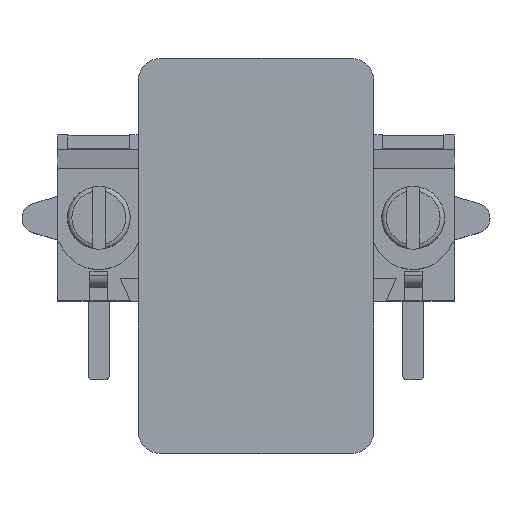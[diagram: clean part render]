
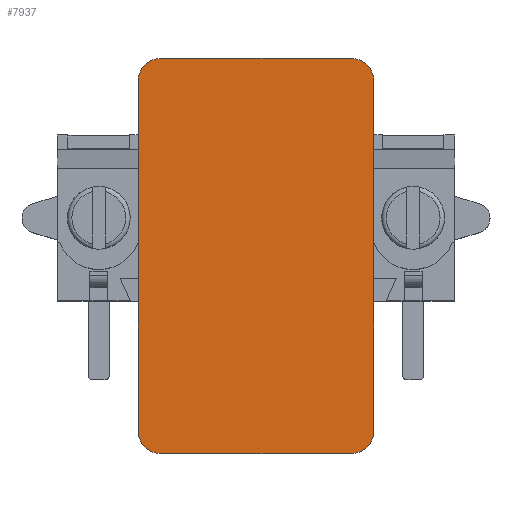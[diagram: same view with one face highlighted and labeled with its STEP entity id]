
A CAD part, top view. The second image highlights one B-rep face of the part: STEP entity #7937.
In plain terms, the highlighted planar face has unit normal (0, 0, 1).
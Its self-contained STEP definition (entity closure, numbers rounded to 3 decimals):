
#250=CIRCLE('',#8512,1.);
#251=CIRCLE('',#8513,1.);
#252=CIRCLE('',#8514,1.);
#253=CIRCLE('',#8515,1.);
#2268=ORIENTED_EDGE('',*,*,#3485,.F.);
#2269=ORIENTED_EDGE('',*,*,#3487,.T.);
#2270=ORIENTED_EDGE('',*,*,#3488,.T.);
#2271=ORIENTED_EDGE('',*,*,#3489,.T.);
#2272=ORIENTED_EDGE('',*,*,#3490,.T.);
#2273=ORIENTED_EDGE('',*,*,#3491,.T.);
#2274=ORIENTED_EDGE('',*,*,#3492,.F.);
#2275=ORIENTED_EDGE('',*,*,#3493,.T.);
#3485=EDGE_CURVE('',#4253,#4254,#5221,.T.);
#3487=EDGE_CURVE('',#4253,#4255,#250,.T.);
#3488=EDGE_CURVE('',#4255,#4256,#5223,.T.);
#3489=EDGE_CURVE('',#4256,#4257,#251,.T.);
#3490=EDGE_CURVE('',#4257,#4258,#5224,.T.);
#3491=EDGE_CURVE('',#4258,#4259,#252,.T.);
#3492=EDGE_CURVE('',#4260,#4259,#5225,.T.);
#3493=EDGE_CURVE('',#4260,#4254,#253,.T.);
#4253=VERTEX_POINT('',#12800);
#4254=VERTEX_POINT('',#12802);
#4255=VERTEX_POINT('',#12806);
#4256=VERTEX_POINT('',#12808);
#4257=VERTEX_POINT('',#12810);
#4258=VERTEX_POINT('',#12812);
#4259=VERTEX_POINT('',#12814);
#4260=VERTEX_POINT('',#12816);
#5221=LINE('',#12801,#6220);
#5223=LINE('',#12807,#6222);
#5224=LINE('',#12811,#6223);
#5225=LINE('',#12815,#6224);
#6220=VECTOR('',#10423,1000.);
#6222=VECTOR('',#10429,1000.);
#6223=VECTOR('',#10432,1000.);
#6224=VECTOR('',#10435,1000.);
#6723=EDGE_LOOP('',(#2268,#2269,#2270,#2271,#2272,#2273,#2274,#2275));
#7186=FACE_BOUND('',#6723,.T.);
#7538=PLANE('',#8511);
#7937=ADVANCED_FACE('',(#7186),#7538,.T.);
#8511=AXIS2_PLACEMENT_3D('',#12804,#10425,#10426);
#8512=AXIS2_PLACEMENT_3D('',#12805,#10427,#10428);
#8513=AXIS2_PLACEMENT_3D('',#12809,#10430,#10431);
#8514=AXIS2_PLACEMENT_3D('',#12813,#10433,#10434);
#8515=AXIS2_PLACEMENT_3D('',#12817,#10436,#10437);
#10423=DIRECTION('',(-1.,0.,0.));
#10425=DIRECTION('',(0.,0.,1.));
#10426=DIRECTION('',(1.,0.,0.));
#10427=DIRECTION('',(0.,0.,1.));
#10428=DIRECTION('',(1.,0.,0.));
#10429=DIRECTION('',(0.,1.,0.));
#10430=DIRECTION('',(0.,0.,1.));
#10431=DIRECTION('',(1.,0.,0.));
#10432=DIRECTION('',(-1.,0.,0.));
#10433=DIRECTION('',(0.,0.,1.));
#10434=DIRECTION('',(1.,0.,0.));
#10435=DIRECTION('',(0.,1.,0.));
#10436=DIRECTION('',(0.,0.,1.));
#10437=DIRECTION('',(1.,0.,0.));
#12800=CARTESIAN_POINT('',(9.5,-7.1,4.993));
#12801=CARTESIAN_POINT('',(10.5,-7.1,4.993));
#12802=CARTESIAN_POINT('',(1.,-7.1,4.993));
#12804=CARTESIAN_POINT('',(10.5,-7.1,4.993));
#12805=CARTESIAN_POINT('',(9.5,-6.1,4.993));
#12806=CARTESIAN_POINT('',(10.5,-6.1,4.993));
#12807=CARTESIAN_POINT('',(10.5,-7.1,4.993));
#12808=CARTESIAN_POINT('',(10.5,9.5,4.993));
#12809=CARTESIAN_POINT('',(9.5,9.5,4.993));
#12810=CARTESIAN_POINT('',(9.5,10.5,4.993));
#12811=CARTESIAN_POINT('',(10.5,10.5,4.993));
#12812=CARTESIAN_POINT('',(1.,10.5,4.993));
#12813=CARTESIAN_POINT('',(1.,9.5,4.993));
#12814=CARTESIAN_POINT('',(0.,9.5,4.993));
#12815=CARTESIAN_POINT('',(0.,-7.1,4.993));
#12816=CARTESIAN_POINT('',(0.,-6.1,4.993));
#12817=CARTESIAN_POINT('',(1.,-6.1,4.993));
